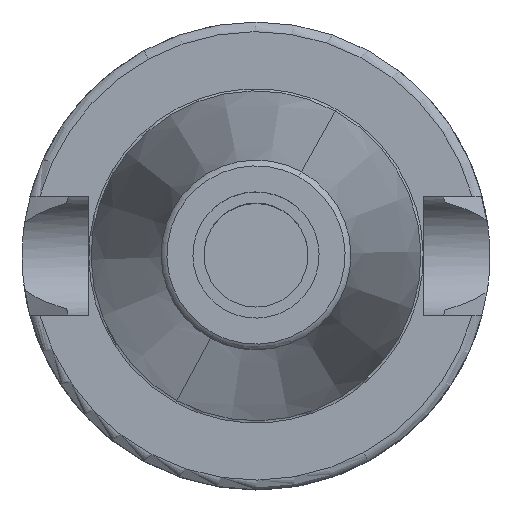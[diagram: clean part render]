
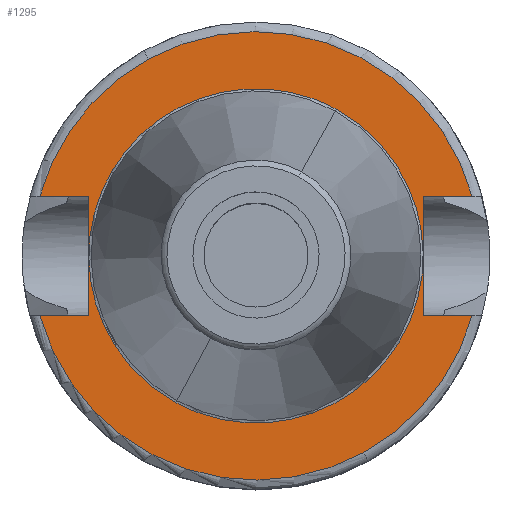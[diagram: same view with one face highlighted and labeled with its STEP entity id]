
A CAD part, top view. The second image highlights one B-rep face of the part: STEP entity #1295.
In plain terms, the highlighted planar face has unit normal (0, 0, 1).
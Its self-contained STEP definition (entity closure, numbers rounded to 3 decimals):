
#1184=AXIS2_PLACEMENT_3D('Circle Axis2P3D',#1182,#1183,$) ;
#1204=AXIS2_PLACEMENT_3D('Plane Axis2P3D',#1201,#1202,#1203) ;
#1208=AXIS2_PLACEMENT_3D('Circle Axis2P3D',#1206,#1207,$) ;
#1213=AXIS2_PLACEMENT_3D('Circle Axis2P3D',#1211,#1212,$) ;
#1220=AXIS2_PLACEMENT_3D('Circle Axis2P3D',#1218,#1219,$) ;
#791=CARTESIAN_POINT('Vertex',(-22.6,8.05,-2.)) ;
#794=CARTESIAN_POINT('Line Origine',(-25.854,8.05,-2.)) ;
#798=CARTESIAN_POINT('Vertex',(-29.107,8.05,-2.)) ;
#844=CARTESIAN_POINT('Line Origine',(-22.6,0.,-2.)) ;
#848=CARTESIAN_POINT('Vertex',(-22.6,-8.05,-2.)) ;
#895=CARTESIAN_POINT('Vertex',(-29.107,-8.05,-2.)) ;
#898=CARTESIAN_POINT('Line Origine',(-25.854,-8.05,-2.)) ;
#969=CARTESIAN_POINT('Vertex',(22.6,-8.05,-2.)) ;
#972=CARTESIAN_POINT('Line Origine',(25.854,-8.05,-2.)) ;
#976=CARTESIAN_POINT('Vertex',(29.107,-8.05,-2.)) ;
#1022=CARTESIAN_POINT('Line Origine',(22.6,0.,-2.)) ;
#1026=CARTESIAN_POINT('Vertex',(22.6,8.05,-2.)) ;
#1073=CARTESIAN_POINT('Vertex',(29.107,8.05,-2.)) ;
#1076=CARTESIAN_POINT('Line Origine',(25.854,8.05,-2.)) ;
#1182=CARTESIAN_POINT('Axis2P3D Location',(0.,0.,-2.)) ;
#1186=CARTESIAN_POINT('Vertex',(-14.479,26.503,-2.)) ;
#1201=CARTESIAN_POINT('Axis2P3D Location',(0.,22.517,-2.)) ;
#1206=CARTESIAN_POINT('Axis2P3D Location',(0.,0.,-2.)) ;
#1211=CARTESIAN_POINT('Axis2P3D Location',(0.,0.,-2.)) ;
#1215=CARTESIAN_POINT('Vertex',(14.479,-26.503,-2.)) ;
#1218=CARTESIAN_POINT('Axis2P3D Location',(0.,0.,-2.)) ;
#1236=CARTESIAN_POINT('Control Point',(-10.795,-19.76,-2.)) ;
#1237=CARTESIAN_POINT('Control Point',(-12.631,-18.757,-2.)) ;
#1238=CARTESIAN_POINT('Control Point',(-14.351,-17.541,-2.)) ;
#1239=CARTESIAN_POINT('Control Point',(-15.921,-16.129,-2.)) ;
#1240=CARTESIAN_POINT('Control Point',(-18.704,-12.968,-2.)) ;
#1241=CARTESIAN_POINT('Control Point',(-20.688,-9.252,-2.)) ;
#1242=CARTESIAN_POINT('Control Point',(-21.46,-7.287,-2.)) ;
#1243=CARTESIAN_POINT('Control Point',(-22.532,-3.213,-2.)) ;
#1244=CARTESIAN_POINT('Control Point',(-22.641,0.998,-2.)) ;
#1245=CARTESIAN_POINT('Control Point',(-22.45,3.099,-2.)) ;
#1246=CARTESIAN_POINT('Control Point',(-21.583,7.222,-2.)) ;
#1247=CARTESIAN_POINT('Control Point',(-19.794,11.036,-2.)) ;
#1248=CARTESIAN_POINT('Control Point',(-18.681,12.83,-2.)) ;
#1249=CARTESIAN_POINT('Control Point',(-16.059,16.127,-2.)) ;
#1250=CARTESIAN_POINT('Control Point',(-12.752,18.735,-2.)) ;
#1251=CARTESIAN_POINT('Control Point',(-10.953,19.841,-2.)) ;
#1252=CARTESIAN_POINT('Control Point',(-7.132,21.613,-2.)) ;
#1253=CARTESIAN_POINT('Control Point',(-3.006,22.463,-2.)) ;
#1254=CARTESIAN_POINT('Control Point',(-0.903,22.645,-2.)) ;
#1255=CARTESIAN_POINT('Control Point',(2.807,22.533,-2.)) ;
#1256=CARTESIAN_POINT('Control Point',(6.408,21.674,-2.)) ;
#1257=CARTESIAN_POINT('Control Point',(7.928,21.166,-2.)) ;
#1258=CARTESIAN_POINT('Control Point',(9.396,20.525,-2.)) ;
#1259=CARTESIAN_POINT('Control Point',(10.795,19.76,-2.)) ;
#1260=CARTESIAN_POINT('Vertex',(-10.795,-19.76,-1.999)) ;
#1262=CARTESIAN_POINT('Vertex',(10.795,19.76,-1.999)) ;
#1266=CARTESIAN_POINT('Control Point',(10.795,19.76,-2.)) ;
#1267=CARTESIAN_POINT('Control Point',(12.631,18.757,-2.)) ;
#1268=CARTESIAN_POINT('Control Point',(14.35,17.541,-2.)) ;
#1269=CARTESIAN_POINT('Control Point',(15.92,16.129,-2.)) ;
#1270=CARTESIAN_POINT('Control Point',(18.703,12.967,-2.)) ;
#1271=CARTESIAN_POINT('Control Point',(20.688,9.252,-2.)) ;
#1272=CARTESIAN_POINT('Control Point',(21.46,7.287,-2.)) ;
#1273=CARTESIAN_POINT('Control Point',(22.532,3.213,-2.)) ;
#1274=CARTESIAN_POINT('Control Point',(22.641,-0.998,-2.)) ;
#1275=CARTESIAN_POINT('Control Point',(22.45,-3.1,-2.)) ;
#1276=CARTESIAN_POINT('Control Point',(21.583,-7.222,-2.)) ;
#1277=CARTESIAN_POINT('Control Point',(19.794,-11.036,-2.)) ;
#1278=CARTESIAN_POINT('Control Point',(18.681,-12.83,-2.)) ;
#1279=CARTESIAN_POINT('Control Point',(16.06,-16.127,-2.)) ;
#1280=CARTESIAN_POINT('Control Point',(12.752,-18.735,-2.)) ;
#1281=CARTESIAN_POINT('Control Point',(10.953,-19.841,-2.)) ;
#1282=CARTESIAN_POINT('Control Point',(7.132,-21.613,-2.)) ;
#1283=CARTESIAN_POINT('Control Point',(3.006,-22.462,-2.)) ;
#1284=CARTESIAN_POINT('Control Point',(0.903,-22.645,-2.)) ;
#1285=CARTESIAN_POINT('Control Point',(-2.808,-22.533,-2.)) ;
#1286=CARTESIAN_POINT('Control Point',(-6.408,-21.674,-2.)) ;
#1287=CARTESIAN_POINT('Control Point',(-7.929,-21.165,-2.)) ;
#1288=CARTESIAN_POINT('Control Point',(-9.396,-20.525,-2.)) ;
#1289=CARTESIAN_POINT('Control Point',(-10.795,-19.76,-2.)) ;
#795=DIRECTION('Vector Direction',(1.,0.,0.)) ;
#845=DIRECTION('Vector Direction',(0.,-1.,0.)) ;
#899=DIRECTION('Vector Direction',(-1.,0.,0.)) ;
#973=DIRECTION('Vector Direction',(1.,0.,0.)) ;
#1023=DIRECTION('Vector Direction',(0.,-1.,0.)) ;
#1077=DIRECTION('Vector Direction',(-1.,0.,0.)) ;
#1183=DIRECTION('Axis2P3D Direction',(0.,0.,1.)) ;
#1202=DIRECTION('Axis2P3D Direction',(0.,0.,-1.)) ;
#1203=DIRECTION('Axis2P3D XDirection',(1.,0.,0.)) ;
#1207=DIRECTION('Axis2P3D Direction',(0.,0.,-1.)) ;
#1212=DIRECTION('Axis2P3D Direction',(0.,0.,-1.)) ;
#1219=DIRECTION('Axis2P3D Direction',(0.,0.,-1.)) ;
#796=VECTOR('Line Direction',#795,1.) ;
#846=VECTOR('Line Direction',#845,1.) ;
#900=VECTOR('Line Direction',#899,1.) ;
#974=VECTOR('Line Direction',#973,1.) ;
#1024=VECTOR('Line Direction',#1023,1.) ;
#1078=VECTOR('Line Direction',#1077,1.) ;
#1224=ORIENTED_EDGE('',*,*,#978,.F.) ;
#1225=ORIENTED_EDGE('',*,*,#1028,.F.) ;
#1226=ORIENTED_EDGE('',*,*,#1080,.F.) ;
#1227=ORIENTED_EDGE('',*,*,#1210,.F.) ;
#1228=ORIENTED_EDGE('',*,*,#1188,.F.) ;
#1229=ORIENTED_EDGE('',*,*,#800,.T.) ;
#1230=ORIENTED_EDGE('',*,*,#850,.T.) ;
#1231=ORIENTED_EDGE('',*,*,#902,.T.) ;
#1232=ORIENTED_EDGE('',*,*,#1217,.F.) ;
#1233=ORIENTED_EDGE('',*,*,#1222,.F.) ;
#1292=ORIENTED_EDGE('',*,*,#1264,.T.) ;
#1293=ORIENTED_EDGE('',*,*,#1290,.T.) ;
#1294=FACE_BOUND('',#1291,.T.) ;
#1295=ADVANCED_FACE('NOCUT',(#1234,#1294),#1205,.F.) ;
#1235=B_SPLINE_CURVE_WITH_KNOTS('',5,(#1236,#1237,#1238,#1239,#1240,#1241,#1242,#1243,#1244,#1245,#1246,#1247,#1248,#1249,#1250,#1251,#1252,#1253,#1254,#1255,#1256,#1257,#1258,#1259),.UNSPECIFIED.,.F.,.U.,(6,3,3,3,3,3,3,6),(0.,14.967,29.934,44.899,59.867,74.829,89.799,101.207),.UNSPECIFIED.) ;
#1265=B_SPLINE_CURVE_WITH_KNOTS('',5,(#1266,#1267,#1268,#1269,#1270,#1271,#1272,#1273,#1274,#1275,#1276,#1277,#1278,#1279,#1280,#1281,#1282,#1283,#1284,#1285,#1286,#1287,#1288,#1289),.UNSPECIFIED.,.F.,.U.,(6,3,3,3,3,3,3,6),(0.,14.966,29.933,44.898,59.867,74.83,89.799,101.207),.UNSPECIFIED.) ;
#1185=CIRCLE('generated circle',#1184,30.2) ;
#1209=CIRCLE('generated circle',#1208,30.2) ;
#1214=CIRCLE('generated circle',#1213,30.2) ;
#1221=CIRCLE('generated circle',#1220,30.2) ;
#800=EDGE_CURVE('',#799,#792,#797,.T.) ;
#850=EDGE_CURVE('',#792,#849,#847,.T.) ;
#902=EDGE_CURVE('',#849,#896,#901,.T.) ;
#978=EDGE_CURVE('',#970,#977,#975,.T.) ;
#1028=EDGE_CURVE('',#1027,#970,#1025,.T.) ;
#1080=EDGE_CURVE('',#1074,#1027,#1079,.T.) ;
#1188=EDGE_CURVE('',#799,#1187,#1185,.F.) ;
#1210=EDGE_CURVE('',#1187,#1074,#1209,.T.) ;
#1217=EDGE_CURVE('',#1216,#896,#1214,.T.) ;
#1222=EDGE_CURVE('',#977,#1216,#1221,.T.) ;
#1264=EDGE_CURVE('',#1261,#1263,#1235,.T.) ;
#1290=EDGE_CURVE('',#1263,#1261,#1265,.T.) ;
#1223=EDGE_LOOP('',(#1224,#1225,#1226,#1227,#1228,#1229,#1230,#1231,#1232,#1233)) ;
#1291=EDGE_LOOP('',(#1292,#1293)) ;
#1234=FACE_OUTER_BOUND('',#1223,.T.) ;
#797=LINE('Line',#794,#796) ;
#847=LINE('Line',#844,#846) ;
#901=LINE('Line',#898,#900) ;
#975=LINE('Line',#972,#974) ;
#1025=LINE('Line',#1022,#1024) ;
#1079=LINE('Line',#1076,#1078) ;
#1205=PLANE('',#1204) ;
#792=VERTEX_POINT('',#791) ;
#799=VERTEX_POINT('',#798) ;
#849=VERTEX_POINT('',#848) ;
#896=VERTEX_POINT('',#895) ;
#970=VERTEX_POINT('',#969) ;
#977=VERTEX_POINT('',#976) ;
#1027=VERTEX_POINT('',#1026) ;
#1074=VERTEX_POINT('',#1073) ;
#1187=VERTEX_POINT('',#1186) ;
#1216=VERTEX_POINT('',#1215) ;
#1261=VERTEX_POINT('',#1260) ;
#1263=VERTEX_POINT('',#1262) ;
